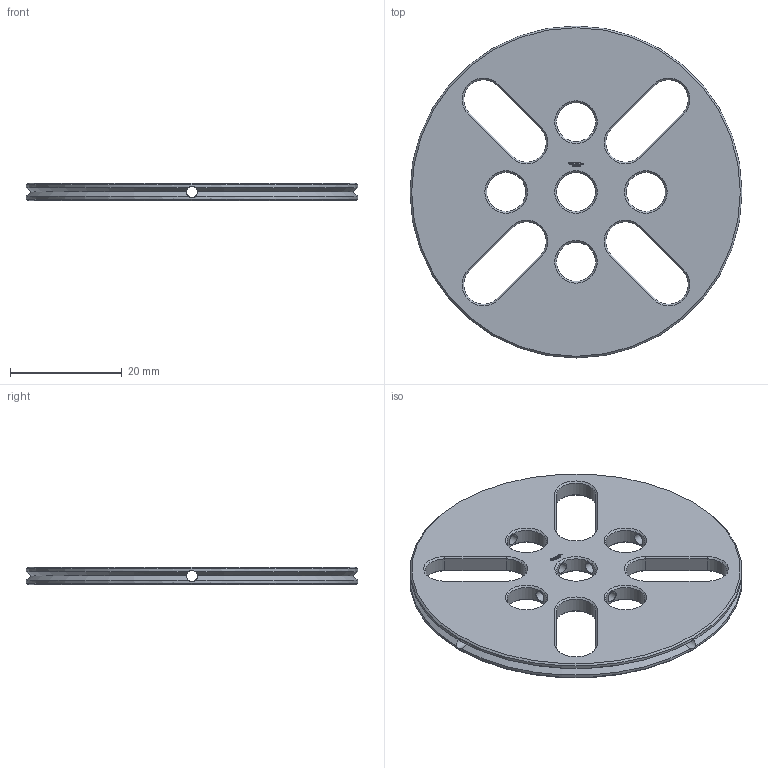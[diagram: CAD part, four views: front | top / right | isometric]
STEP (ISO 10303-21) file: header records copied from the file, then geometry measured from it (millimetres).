
FILE_DESCRIPTION(('FreeCAD Model'),'2;1');
FILE_NAME('Open CASCADE Shape Model','2023-11-14T16:17:31',(''),(''), 'Open CASCADE STEP processor 7.6','FreeCAD','Unknown');
FILE_SCHEMA(('AUTOMOTIVE_DESIGN { 1 0 10303 214 1 1 1 1 }'));
Length unit declared in the file: millimetre
Products named in the file (1): Washer FRE OCT BU04.75x00.25 - SPN-WSR-0053 (stemfie.org)
Bounding box: 59.38 x 59.38 x 3.12 mm (x, y, z)
Volume: 6193 mm3; surface area: 6143.8 mm2
Topology: 1 solids, 1 shells, 593 faces, 1664 edges, 1095 vertices
Faces by surface type: plane 336, extrusion 198, cone 36, cylinder 23
Full cylindrical faces by diameter (mm): 2 x8, 7 x5, 59.375 x2
Entity records: 43553 total; most frequent: CARTESIAN_POINT 11751, DIRECTION 5086, VECTOR 4143, LINE 3945, ORIENTED_EDGE 3328, PCURVE 3328, DEFINITIONAL_REPRESENTATION 3328, EDGE_CURVE 1664
